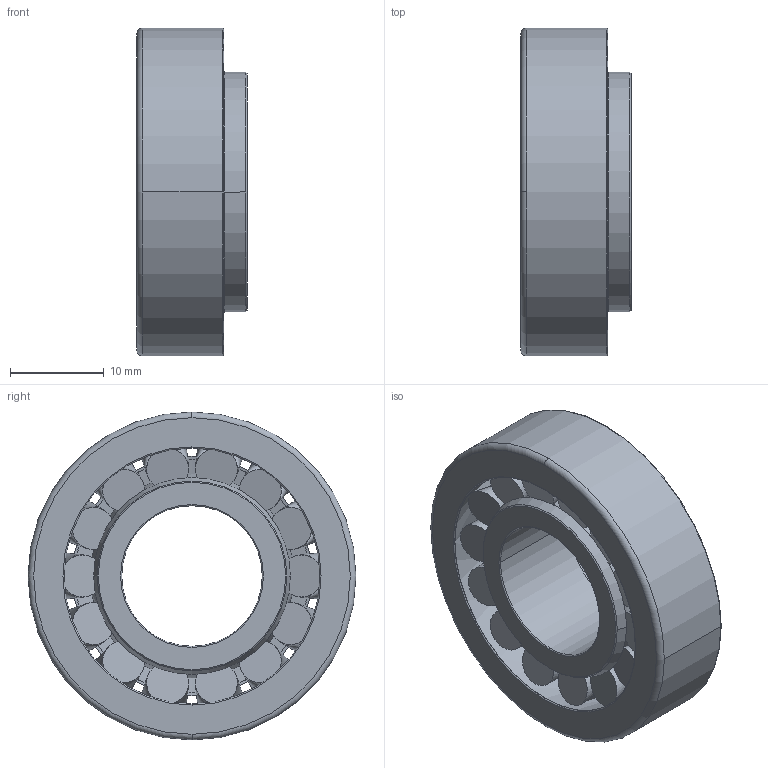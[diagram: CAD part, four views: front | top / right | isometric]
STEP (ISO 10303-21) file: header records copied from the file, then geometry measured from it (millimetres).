
FILE_DESCRIPTION(('STEP AP214'),'1');
FILE_NAME('skf_bearing_30202_2.stp','2024-08-20T02:01:27',('TraceParts'),('TraceParts S.A.'),'Spatial InterOp 3D',' ',' ');
FILE_SCHEMA(('AUTOMOTIVE_DESIGN { 1 0 10303 214 1 1 1 1 }'));
Length unit declared in the file: millimetre
Products named in the file (1): skf_bearing_30202_2_1
Bounding box: 11.75 x 35 x 35 mm (x, y, z)
Volume: 6518.8 mm3; surface area: 6435 mm2
Topology: 3 solids, 3 shells, 124 faces, 263 edges, 171 vertices
Faces by surface type: torus 44, cone 42, plane 32, cylinder 6
Entity records: 4389 total; most frequent: CARTESIAN_POINT 1625, DIRECTION 620, ORIENTED_EDGE 526, AXIS2_PLACEMENT_3D 286, EDGE_CURVE 263, VERTEX_POINT 171, CIRCLE 159, EDGE_LOOP 156
